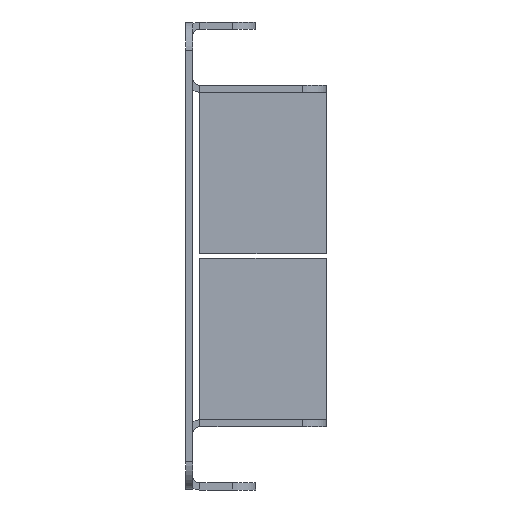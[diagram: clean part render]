
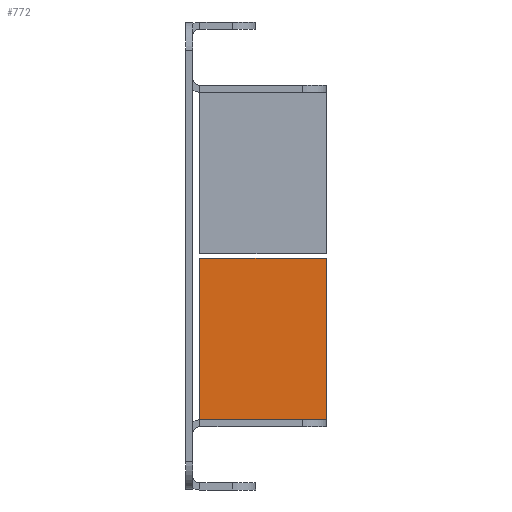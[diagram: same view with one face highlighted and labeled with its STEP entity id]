
A CAD part, left-side view. The second image highlights one B-rep face of the part: STEP entity #772.
In plain terms, the highlighted planar face has unit normal (-1, 0, 0).
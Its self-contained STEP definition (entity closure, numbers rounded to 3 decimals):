
#69 = DIRECTION ( 'NONE',  ( 0., -1., 0. ) ) ;
#143 = CARTESIAN_POINT ( 'NONE',  ( -193.5, 27., 17.25 ) ) ;
#157 = LINE ( 'NONE', #143, #2427 ) ;
#179 = AXIS2_PLACEMENT_3D ( 'NONE', #2926, #1995, #2894 ) ;
#191 = EDGE_CURVE ( 'NONE', #1938, #1976, #641, .T. ) ;
#334 = CARTESIAN_POINT ( 'NONE',  ( -193.5, 27., 17.25 ) ) ;
#338 = EDGE_CURVE ( 'NONE', #782, #1826, #2863, .T. ) ;
#390 = ORIENTED_EDGE ( 'NONE', *, *, #191, .F. ) ;
#401 = PLANE ( 'NONE',  #179 ) ;
#506 = ORIENTED_EDGE ( 'NONE', *, *, #2194, .F. ) ;
#641 = LINE ( 'NONE', #334, #2156 ) ;
#728 = EDGE_CURVE ( 'NONE', #1826, #1976, #2232, .T. ) ;
#772 = ADVANCED_FACE ( 'NONE', ( #1961 ), #401, .F. ) ;
#782 = VERTEX_POINT ( 'NONE', #819 ) ;
#819 = CARTESIAN_POINT ( 'NONE',  ( -193.5, 27., -17.25 ) ) ;
#1134 = CARTESIAN_POINT ( 'NONE',  ( -193.5, 27., 17.25 ) ) ;
#1194 = VECTOR ( 'NONE', #2483, 1000. ) ;
#1268 = CARTESIAN_POINT ( 'NONE',  ( -193.5, 0., 17.25 ) ) ;
#1313 = DIRECTION ( 'NONE',  ( 0., 0., 1. ) ) ;
#1523 = EDGE_LOOP ( 'NONE', ( #2977, #390, #506, #2613 ) ) ;
#1826 = VERTEX_POINT ( 'NONE', #2712 ) ;
#1938 = VERTEX_POINT ( 'NONE', #1134 ) ;
#1961 = FACE_OUTER_BOUND ( 'NONE', #1523, .T. ) ;
#1976 = VERTEX_POINT ( 'NONE', #2982 ) ;
#1995 = DIRECTION ( 'NONE',  ( 1., 0., 0. ) ) ;
#2142 = CARTESIAN_POINT ( 'NONE',  ( -193.5, 27., -17.25 ) ) ;
#2156 = VECTOR ( 'NONE', #2182, 1000. ) ;
#2182 = DIRECTION ( 'NONE',  ( 0., -1., 0. ) ) ;
#2194 = EDGE_CURVE ( 'NONE', #782, #1938, #157, .T. ) ;
#2232 = LINE ( 'NONE', #1268, #1194 ) ;
#2427 = VECTOR ( 'NONE', #1313, 1000. ) ;
#2483 = DIRECTION ( 'NONE',  ( 0., 0., 1. ) ) ;
#2613 = ORIENTED_EDGE ( 'NONE', *, *, #338, .T. ) ;
#2650 = VECTOR ( 'NONE', #69, 1000. ) ;
#2712 = CARTESIAN_POINT ( 'NONE',  ( -193.5, 0., -17.25 ) ) ;
#2863 = LINE ( 'NONE', #2142, #2650 ) ;
#2894 = DIRECTION ( 'NONE',  ( 0., 0., -1. ) ) ;
#2926 = CARTESIAN_POINT ( 'NONE',  ( -193.5, 27., 17.25 ) ) ;
#2977 = ORIENTED_EDGE ( 'NONE', *, *, #728, .T. ) ;
#2982 = CARTESIAN_POINT ( 'NONE',  ( -193.5, 0., 17.25 ) ) ;
